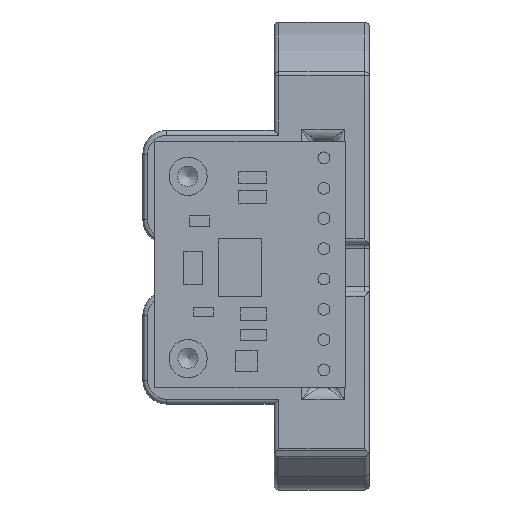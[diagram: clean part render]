
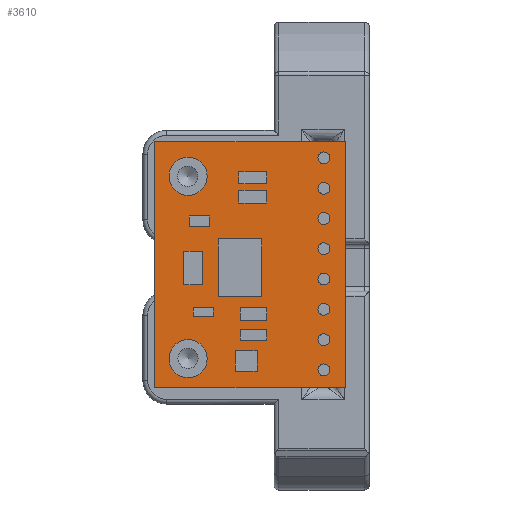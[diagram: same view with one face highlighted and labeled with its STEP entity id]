
A CAD part, front view. The second image highlights one B-rep face of the part: STEP entity #3610.
In plain terms, the highlighted face is planar.
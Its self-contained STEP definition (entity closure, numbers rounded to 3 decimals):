
#118=FACE_BOUND('',#1140,.T.);
#119=FACE_BOUND('',#1141,.T.);
#120=FACE_BOUND('',#1142,.T.);
#121=FACE_BOUND('',#1143,.T.);
#122=FACE_BOUND('',#1144,.T.);
#123=FACE_BOUND('',#1145,.T.);
#124=FACE_BOUND('',#1146,.T.);
#125=FACE_BOUND('',#1147,.T.);
#126=FACE_BOUND('',#1148,.T.);
#127=FACE_BOUND('',#1149,.T.);
#212=LINE('',#5692,#498);
#215=LINE('',#5698,#501);
#218=LINE('',#5704,#504);
#221=LINE('',#5708,#507);
#498=VECTOR('',#4493,10.);
#501=VECTOR('',#4498,10.);
#504=VECTOR('',#4503,10.);
#507=VECTOR('',#4508,10.);
#893=FACE_OUTER_BOUND('',#1139,.T.);
#1139=EDGE_LOOP('',(#2520,#2521,#2522,#2523));
#1140=EDGE_LOOP('',(#2524));
#1141=EDGE_LOOP('',(#2525));
#1142=EDGE_LOOP('',(#2526));
#1143=EDGE_LOOP('',(#2527));
#1144=EDGE_LOOP('',(#2528));
#1145=EDGE_LOOP('',(#2529));
#1146=EDGE_LOOP('',(#2530));
#1147=EDGE_LOOP('',(#2531));
#1148=EDGE_LOOP('',(#2532));
#1149=EDGE_LOOP('',(#2533));
#1387=CIRCLE('',#3894,1.6);
#1389=CIRCLE('',#3897,1.6);
#1391=CIRCLE('',#3900,0.5);
#1393=CIRCLE('',#3903,0.5);
#1395=CIRCLE('',#3906,0.5);
#1397=CIRCLE('',#3909,0.5);
#1399=CIRCLE('',#3912,0.5);
#1401=CIRCLE('',#3915,0.5);
#1403=CIRCLE('',#3918,0.5);
#1405=CIRCLE('',#3921,0.5);
#1586=VERTEX_POINT('',#5626);
#1588=VERTEX_POINT('',#5632);
#1590=VERTEX_POINT('',#5638);
#1592=VERTEX_POINT('',#5644);
#1594=VERTEX_POINT('',#5650);
#1596=VERTEX_POINT('',#5656);
#1598=VERTEX_POINT('',#5662);
#1600=VERTEX_POINT('',#5668);
#1602=VERTEX_POINT('',#5674);
#1604=VERTEX_POINT('',#5680);
#1608=VERTEX_POINT('',#5689);
#1609=VERTEX_POINT('',#5691);
#1611=VERTEX_POINT('',#5697);
#1613=VERTEX_POINT('',#5703);
#1914=EDGE_CURVE('',#1586,#1586,#1387,.T.);
#1917=EDGE_CURVE('',#1588,#1588,#1389,.T.);
#1920=EDGE_CURVE('',#1590,#1590,#1391,.T.);
#1923=EDGE_CURVE('',#1592,#1592,#1393,.T.);
#1926=EDGE_CURVE('',#1594,#1594,#1395,.T.);
#1929=EDGE_CURVE('',#1596,#1596,#1397,.T.);
#1932=EDGE_CURVE('',#1598,#1598,#1399,.T.);
#1935=EDGE_CURVE('',#1600,#1600,#1401,.T.);
#1938=EDGE_CURVE('',#1602,#1602,#1403,.T.);
#1941=EDGE_CURVE('',#1604,#1604,#1405,.T.);
#1946=EDGE_CURVE('',#1609,#1608,#212,.T.);
#1949=EDGE_CURVE('',#1611,#1609,#215,.T.);
#1952=EDGE_CURVE('',#1613,#1611,#218,.T.);
#1955=EDGE_CURVE('',#1608,#1613,#221,.T.);
#2520=ORIENTED_EDGE('',*,*,#1955,.T.);
#2521=ORIENTED_EDGE('',*,*,#1952,.T.);
#2522=ORIENTED_EDGE('',*,*,#1949,.T.);
#2523=ORIENTED_EDGE('',*,*,#1946,.T.);
#2524=ORIENTED_EDGE('',*,*,#1941,.T.);
#2525=ORIENTED_EDGE('',*,*,#1938,.T.);
#2526=ORIENTED_EDGE('',*,*,#1935,.T.);
#2527=ORIENTED_EDGE('',*,*,#1932,.T.);
#2528=ORIENTED_EDGE('',*,*,#1929,.T.);
#2529=ORIENTED_EDGE('',*,*,#1926,.T.);
#2530=ORIENTED_EDGE('',*,*,#1923,.T.);
#2531=ORIENTED_EDGE('',*,*,#1920,.T.);
#2532=ORIENTED_EDGE('',*,*,#1917,.T.);
#2533=ORIENTED_EDGE('',*,*,#1914,.T.);
#3488=PLANE('',#3927);
#3610=ADVANCED_FACE('',(#893,#118,#119,#120,#121,#122,#123,#124,#125,#126,
#127),#3488,.T.);
#3894=AXIS2_PLACEMENT_3D('',#5627,#4421,#4422);
#3897=AXIS2_PLACEMENT_3D('',#5633,#4428,#4429);
#3900=AXIS2_PLACEMENT_3D('',#5639,#4435,#4436);
#3903=AXIS2_PLACEMENT_3D('',#5645,#4442,#4443);
#3906=AXIS2_PLACEMENT_3D('',#5651,#4449,#4450);
#3909=AXIS2_PLACEMENT_3D('',#5657,#4456,#4457);
#3912=AXIS2_PLACEMENT_3D('',#5663,#4463,#4464);
#3915=AXIS2_PLACEMENT_3D('',#5669,#4470,#4471);
#3918=AXIS2_PLACEMENT_3D('',#5675,#4477,#4478);
#3921=AXIS2_PLACEMENT_3D('',#5681,#4484,#4485);
#3927=AXIS2_PLACEMENT_3D('',#5709,#4509,#4510);
#4421=DIRECTION('center_axis',(0.,-1.,0.));
#4422=DIRECTION('ref_axis',(1.,0.,0.));
#4428=DIRECTION('center_axis',(0.,-1.,0.));
#4429=DIRECTION('ref_axis',(1.,0.,0.));
#4435=DIRECTION('center_axis',(0.,-1.,0.));
#4436=DIRECTION('ref_axis',(1.,0.,0.));
#4442=DIRECTION('center_axis',(0.,-1.,0.));
#4443=DIRECTION('ref_axis',(1.,0.,0.));
#4449=DIRECTION('center_axis',(0.,-1.,0.));
#4450=DIRECTION('ref_axis',(1.,0.,0.));
#4456=DIRECTION('center_axis',(0.,-1.,0.));
#4457=DIRECTION('ref_axis',(1.,0.,0.));
#4463=DIRECTION('center_axis',(0.,-1.,0.));
#4464=DIRECTION('ref_axis',(1.,0.,0.));
#4470=DIRECTION('center_axis',(0.,-1.,0.));
#4471=DIRECTION('ref_axis',(1.,0.,0.));
#4477=DIRECTION('center_axis',(0.,-1.,0.));
#4478=DIRECTION('ref_axis',(1.,0.,0.));
#4484=DIRECTION('center_axis',(0.,-1.,0.));
#4485=DIRECTION('ref_axis',(1.,0.,0.));
#4493=DIRECTION('',(0.,0.,1.));
#4498=DIRECTION('',(-1.,0.,0.));
#4503=DIRECTION('',(0.,0.,-1.));
#4508=DIRECTION('',(1.,0.,0.));
#4509=DIRECTION('center_axis',(0.,1.,0.));
#4510=DIRECTION('ref_axis',(1.,0.,0.));
#5626=CARTESIAN_POINT('',(1.2,1.6,2.9));
#5627=CARTESIAN_POINT('Origin',(2.8,1.6,2.9));
#5632=CARTESIAN_POINT('',(1.2,1.6,18.2));
#5633=CARTESIAN_POINT('Origin',(2.8,1.6,18.2));
#5638=CARTESIAN_POINT('',(13.7,1.6,1.35));
#5639=CARTESIAN_POINT('Origin',(14.2,1.6,1.35));
#5644=CARTESIAN_POINT('',(13.7,1.6,3.893));
#5645=CARTESIAN_POINT('Origin',(14.2,1.6,3.893));
#5650=CARTESIAN_POINT('',(13.7,1.6,6.436));
#5651=CARTESIAN_POINT('Origin',(14.2,1.6,6.436));
#5656=CARTESIAN_POINT('',(13.7,1.6,8.979));
#5657=CARTESIAN_POINT('Origin',(14.2,1.6,8.979));
#5662=CARTESIAN_POINT('',(13.7,1.6,11.521));
#5663=CARTESIAN_POINT('Origin',(14.2,1.6,11.521));
#5668=CARTESIAN_POINT('',(13.7,1.6,19.15));
#5669=CARTESIAN_POINT('Origin',(14.2,1.6,19.15));
#5674=CARTESIAN_POINT('',(13.7,1.6,16.607));
#5675=CARTESIAN_POINT('Origin',(14.2,1.6,16.607));
#5680=CARTESIAN_POINT('',(13.7,1.6,14.064));
#5681=CARTESIAN_POINT('Origin',(14.2,1.6,14.064));
#5689=CARTESIAN_POINT('',(0.,1.6,20.66));
#5691=CARTESIAN_POINT('',(0.,1.6,0.));
#5692=CARTESIAN_POINT('',(0.,1.6,20.66));
#5697=CARTESIAN_POINT('',(16.,1.6,0.));
#5698=CARTESIAN_POINT('',(0.,1.6,0.));
#5703=CARTESIAN_POINT('',(16.,1.6,20.66));
#5704=CARTESIAN_POINT('',(16.,1.6,0.));
#5708=CARTESIAN_POINT('',(16.,1.6,20.66));
#5709=CARTESIAN_POINT('Origin',(8.,1.6,10.33));
